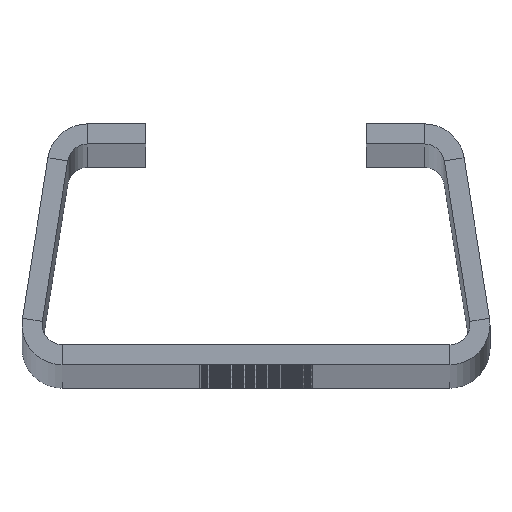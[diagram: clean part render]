
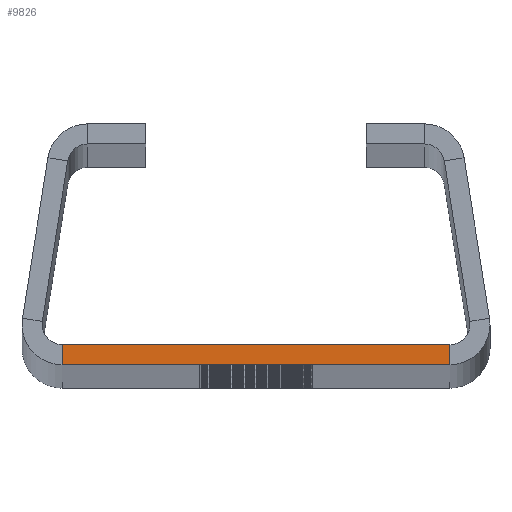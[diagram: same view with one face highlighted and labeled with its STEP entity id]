
A CAD part, top view. The second image highlights one B-rep face of the part: STEP entity #9826.
In plain terms, the highlighted planar face has unit normal (0, 0, 1).
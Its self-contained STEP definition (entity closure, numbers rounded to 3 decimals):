
#330 = CARTESIAN_POINT ( 'NONE',  ( 14.487, 0., 1000. ) ) ;
#459 = VERTEX_POINT ( 'NONE', #10464 ) ;
#467 = DIRECTION ( 'NONE',  ( 1., 0., 0. ) ) ;
#621 = DIRECTION ( 'NONE',  ( 1., 0., 0. ) ) ;
#678 = ORIENTED_EDGE ( 'NONE', *, *, #7058, .T. ) ;
#862 = LINE ( 'NONE', #3686, #9329 ) ;
#1544 = CARTESIAN_POINT ( 'NONE',  ( 14.487, 0., 1000. ) ) ;
#3178 = DIRECTION ( 'NONE',  ( 0., 1., 0. ) ) ;
#3331 = DIRECTION ( 'NONE',  ( 0., -1., 0. ) ) ;
#3551 = EDGE_CURVE ( 'NONE', #6606, #9070, #5565, .T. ) ;
#3686 = CARTESIAN_POINT ( 'NONE',  ( -18., 0., 1000. ) ) ;
#4139 = CARTESIAN_POINT ( 'NONE',  ( -14.487, 1.5, 1000. ) ) ;
#4196 = FACE_OUTER_BOUND ( 'NONE', #8931, .T. ) ;
#4282 = EDGE_CURVE ( 'NONE', #6606, #459, #9336, .T. ) ;
#4355 = AXIS2_PLACEMENT_3D ( 'NONE', #10283, #5338, #467 ) ;
#4831 = EDGE_CURVE ( 'NONE', #9070, #5195, #862, .T. ) ;
#5053 = ORIENTED_EDGE ( 'NONE', *, *, #3551, .T. ) ;
#5195 = VERTEX_POINT ( 'NONE', #330 ) ;
#5303 = PLANE ( 'NONE',  #4355 ) ;
#5315 = DIRECTION ( 'NONE',  ( 1., 0., 0. ) ) ;
#5338 = DIRECTION ( 'NONE',  ( 0., 0., 1. ) ) ;
#5565 = LINE ( 'NONE', #4139, #7008 ) ;
#6500 = VECTOR ( 'NONE', #3178, 1000. ) ;
#6606 = VERTEX_POINT ( 'NONE', #7498 ) ;
#6610 = VECTOR ( 'NONE', #621, 1000. ) ;
#7008 = VECTOR ( 'NONE', #3331, 1000. ) ;
#7058 = EDGE_CURVE ( 'NONE', #5195, #459, #8708, .T. ) ;
#7282 = CARTESIAN_POINT ( 'NONE',  ( -14.487, 0., 1000. ) ) ;
#7498 = CARTESIAN_POINT ( 'NONE',  ( -14.487, 1.5, 1000. ) ) ;
#7969 = ORIENTED_EDGE ( 'NONE', *, *, #4282, .F. ) ;
#8708 = LINE ( 'NONE', #1544, #6500 ) ;
#8931 = EDGE_LOOP ( 'NONE', ( #9072, #678, #7969, #5053 ) ) ;
#9070 = VERTEX_POINT ( 'NONE', #7282 ) ;
#9072 = ORIENTED_EDGE ( 'NONE', *, *, #4831, .T. ) ;
#9329 = VECTOR ( 'NONE', #5315, 1000. ) ;
#9336 = LINE ( 'NONE', #10442, #6610 ) ;
#9826 = ADVANCED_FACE ( 'NONE', ( #4196 ), #5303, .T. ) ;
#10283 = CARTESIAN_POINT ( 'NONE',  ( 15.969, 3.235, 1000. ) ) ;
#10442 = CARTESIAN_POINT ( 'NONE',  ( -18., 1.5, 1000. ) ) ;
#10464 = CARTESIAN_POINT ( 'NONE',  ( 14.487, 1.5, 1000. ) ) ;
